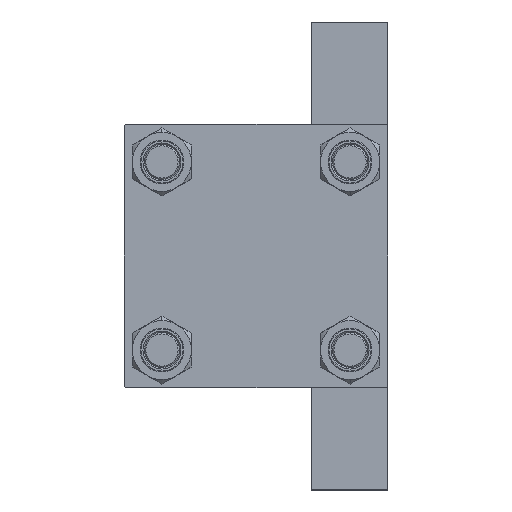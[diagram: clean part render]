
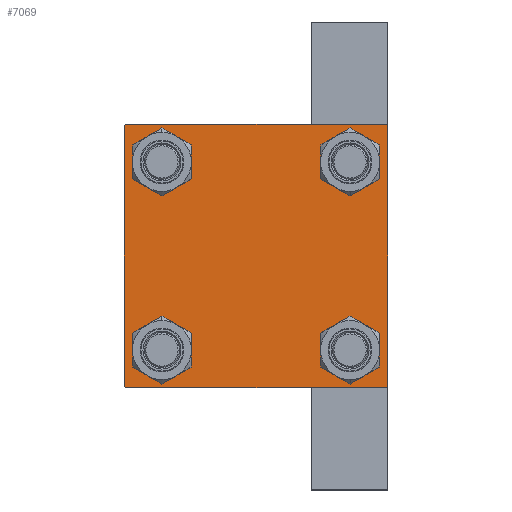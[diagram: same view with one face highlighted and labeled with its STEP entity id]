
A CAD part, left-side view. The second image highlights one B-rep face of the part: STEP entity #7069.
In plain terms, the highlighted planar face has unit normal (-1, 0, 0).
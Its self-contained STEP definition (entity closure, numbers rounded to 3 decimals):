
#1283 = FACE_BOUND ( 'NONE', #14068, .T. ) ;
#1760 = DIRECTION ( 'NONE',  ( -1., 0., 0. ) ) ;
#2241 = VERTEX_POINT ( 'NONE', #41712 ) ;
#2847 = VERTEX_POINT ( 'NONE', #42706 ) ;
#2949 = CARTESIAN_POINT ( 'NONE',  ( 0., 44.75, -44.75 ) ) ;
#3068 = DIRECTION ( 'NONE',  ( 1., 0., 0. ) ) ;
#3145 = CIRCLE ( 'NONE', #26385, 6.5 ) ;
#3682 = DIRECTION ( 'NONE',  ( 0., -0.707, -0.707 ) ) ;
#4813 = EDGE_CURVE ( 'NONE', #39219, #43529, #3145, .T. ) ;
#4882 = EDGE_LOOP ( 'NONE', ( #8042, #8062 ) ) ;
#4885 = EDGE_CURVE ( 'NONE', #6193, #2847, #10910, .T. ) ;
#4995 = CIRCLE ( 'NONE', #16614, 6.5 ) ;
#5880 = VERTEX_POINT ( 'NONE', #44036 ) ;
#6123 = LINE ( 'NONE', #40294, #41225 ) ;
#6193 = VERTEX_POINT ( 'NONE', #41080 ) ;
#6288 = CARTESIAN_POINT ( 'NONE',  ( 0., -32.15, 32.15 ) ) ;
#6692 = CARTESIAN_POINT ( 'NONE',  ( 0., -44.75, -44.75 ) ) ;
#6820 = AXIS2_PLACEMENT_3D ( 'NONE', #28705, #18280, #21438 ) ;
#6983 = CARTESIAN_POINT ( 'NONE',  ( 0., 32.15, 32.15 ) ) ;
#7069 = ADVANCED_FACE ( 'NONE', ( #1283, #16328, #37924, #19745, #31103 ), #27240, .T. ) ;
#7321 = LINE ( 'NONE', #2949, #28648 ) ;
#7352 = LINE ( 'NONE', #18261, #47095 ) ;
#7533 = ORIENTED_EDGE ( 'NONE', *, *, #4813, .T. ) ;
#8039 = ORIENTED_EDGE ( 'NONE', *, *, #31543, .T. ) ;
#8042 = ORIENTED_EDGE ( 'NONE', *, *, #25520, .T. ) ;
#8062 = ORIENTED_EDGE ( 'NONE', *, *, #22996, .T. ) ;
#9487 = AXIS2_PLACEMENT_3D ( 'NONE', #6983, #22256, #47472 ) ;
#9572 = CARTESIAN_POINT ( 'NONE',  ( 0., 32.15, 25.65 ) ) ;
#9761 = VERTEX_POINT ( 'NONE', #45569 ) ;
#9918 = EDGE_CURVE ( 'NONE', #43529, #39219, #30392, .T. ) ;
#10842 = VERTEX_POINT ( 'NONE', #22170 ) ;
#10910 = CIRCLE ( 'NONE', #34126, 6.5 ) ;
#10981 = DIRECTION ( 'NONE',  ( 0., 0., -1. ) ) ;
#12448 = CARTESIAN_POINT ( 'NONE',  ( 0., 0., 0. ) ) ;
#12600 = DIRECTION ( 'NONE',  ( 1., 0., 0. ) ) ;
#13257 = CARTESIAN_POINT ( 'NONE',  ( 0., 45., 45. ) ) ;
#13390 = DIRECTION ( 'NONE',  ( 0., -1., 0. ) ) ;
#13452 = VERTEX_POINT ( 'NONE', #43814 ) ;
#13582 = EDGE_CURVE ( 'NONE', #13452, #39104, #4995, .T. ) ;
#14068 = EDGE_LOOP ( 'NONE', ( #39605, #18208 ) ) ;
#14241 = VERTEX_POINT ( 'NONE', #25165 ) ;
#14504 = DIRECTION ( 'NONE',  ( 1., 0., 0. ) ) ;
#14948 = CARTESIAN_POINT ( 'NONE',  ( 0., -32.15, -38.65 ) ) ;
#15345 = CIRCLE ( 'NONE', #6820, 6.5 ) ;
#15863 = DIRECTION ( 'NONE',  ( 0., 0., 1. ) ) ;
#16130 = AXIS2_PLACEMENT_3D ( 'NONE', #36066, #3068, #32167 ) ;
#16328 = FACE_BOUND ( 'NONE', #33462, .T. ) ;
#16482 = CARTESIAN_POINT ( 'NONE',  ( 0., 32.15, 32.15 ) ) ;
#16614 = AXIS2_PLACEMENT_3D ( 'NONE', #31168, #19806, #26838 ) ;
#17137 = DIRECTION ( 'NONE',  ( 0., -1., 0. ) ) ;
#18208 = ORIENTED_EDGE ( 'NONE', *, *, #4885, .T. ) ;
#18261 = CARTESIAN_POINT ( 'NONE',  ( 0., 45., 45. ) ) ;
#18280 = DIRECTION ( 'NONE',  ( 1., 0., 0. ) ) ;
#18474 = ORIENTED_EDGE ( 'NONE', *, *, #38683, .F. ) ;
#19143 = DIRECTION ( 'NONE',  ( 0., 0., 1. ) ) ;
#19533 = EDGE_CURVE ( 'NONE', #10842, #14241, #39905, .T. ) ;
#19745 = FACE_BOUND ( 'NONE', #24986, .T. ) ;
#19806 = DIRECTION ( 'NONE',  ( 1., 0., 0. ) ) ;
#21241 = DIRECTION ( 'NONE',  ( 0., -0.707, 0.707 ) ) ;
#21323 = DIRECTION ( 'NONE',  ( 0., 0., 1. ) ) ;
#21438 = DIRECTION ( 'NONE',  ( 0., 0., 1. ) ) ;
#21852 = LINE ( 'NONE', #40052, #22563 ) ;
#22036 = CIRCLE ( 'NONE', #28234, 6.5 ) ;
#22170 = CARTESIAN_POINT ( 'NONE',  ( 0., -44.5, -45. ) ) ;
#22256 = DIRECTION ( 'NONE',  ( 1., 0., 0. ) ) ;
#22321 = VERTEX_POINT ( 'NONE', #38652 ) ;
#22563 = VECTOR ( 'NONE', #26217, 1000. ) ;
#22633 = VECTOR ( 'NONE', #17137, 1000. ) ;
#22835 = ORIENTED_EDGE ( 'NONE', *, *, #40517, .T. ) ;
#22996 = EDGE_CURVE ( 'NONE', #25348, #9761, #33007, .T. ) ;
#22999 = DIRECTION ( 'NONE',  ( 1., 0., 0. ) ) ;
#24883 = AXIS2_PLACEMENT_3D ( 'NONE', #12448, #1760, #15863 ) ;
#24984 = ORIENTED_EDGE ( 'NONE', *, *, #29882, .T. ) ;
#24986 = EDGE_LOOP ( 'NONE', ( #39514, #7533 ) ) ;
#25084 = VERTEX_POINT ( 'NONE', #31912 ) ;
#25165 = CARTESIAN_POINT ( 'NONE',  ( 0., -45., -44.5 ) ) ;
#25348 = VERTEX_POINT ( 'NONE', #40639 ) ;
#25491 = CARTESIAN_POINT ( 'NONE',  ( 0., -44.5, 45. ) ) ;
#25520 = EDGE_CURVE ( 'NONE', #9761, #25348, #15345, .T. ) ;
#25661 = LINE ( 'NONE', #47734, #36544 ) ;
#25909 = DIRECTION ( 'NONE',  ( 0., 0., -1. ) ) ;
#26217 = DIRECTION ( 'NONE',  ( 0., 0.707, -0.707 ) ) ;
#26385 = AXIS2_PLACEMENT_3D ( 'NONE', #16482, #12600, #38557 ) ;
#26838 = DIRECTION ( 'NONE',  ( 0., 0., 1. ) ) ;
#27240 = PLANE ( 'NONE',  #24883 ) ;
#27308 = EDGE_CURVE ( 'NONE', #2847, #6193, #37040, .T. ) ;
#27424 = CARTESIAN_POINT ( 'NONE',  ( 0., -44.75, 44.75 ) ) ;
#28174 = EDGE_CURVE ( 'NONE', #2241, #39653, #31749, .T. ) ;
#28234 = AXIS2_PLACEMENT_3D ( 'NONE', #45544, #22999, #19143 ) ;
#28273 = VERTEX_POINT ( 'NONE', #39769 ) ;
#28648 = VECTOR ( 'NONE', #3682, 1000. ) ;
#28705 = CARTESIAN_POINT ( 'NONE',  ( 0., 32.15, -32.15 ) ) ;
#29882 = EDGE_CURVE ( 'NONE', #25084, #22321, #7352, .T. ) ;
#30392 = CIRCLE ( 'NONE', #9487, 6.5 ) ;
#31103 = FACE_OUTER_BOUND ( 'NONE', #32550, .T. ) ;
#31168 = CARTESIAN_POINT ( 'NONE',  ( 0., -32.15, -32.15 ) ) ;
#31345 = VECTOR ( 'NONE', #21241, 1000. ) ;
#31543 = EDGE_CURVE ( 'NONE', #22321, #5880, #7321, .T. ) ;
#31749 = LINE ( 'NONE', #27424, #40945 ) ;
#31912 = CARTESIAN_POINT ( 'NONE',  ( 0., 45., 44.5 ) ) ;
#32167 = DIRECTION ( 'NONE',  ( 0., 0., 1. ) ) ;
#32451 = DIRECTION ( 'NONE',  ( 1., 0., 0. ) ) ;
#32550 = EDGE_LOOP ( 'NONE', ( #24984, #8039, #22835, #47710, #18474, #34712, #38940, #39527 ) ) ;
#33007 = CIRCLE ( 'NONE', #39204, 6.5 ) ;
#33462 = EDGE_LOOP ( 'NONE', ( #44375, #41506 ) ) ;
#34126 = AXIS2_PLACEMENT_3D ( 'NONE', #6288, #32451, #21323 ) ;
#34712 = ORIENTED_EDGE ( 'NONE', *, *, #28174, .T. ) ;
#34874 = EDGE_CURVE ( 'NONE', #28273, #25084, #21852, .T. ) ;
#34882 = CARTESIAN_POINT ( 'NONE',  ( 0., 32.15, 38.65 ) ) ;
#35679 = EDGE_CURVE ( 'NONE', #28273, #39653, #42378, .T. ) ;
#36066 = CARTESIAN_POINT ( 'NONE',  ( 0., -32.15, 32.15 ) ) ;
#36544 = VECTOR ( 'NONE', #25909, 1000. ) ;
#37040 = CIRCLE ( 'NONE', #16130, 6.5 ) ;
#37924 = FACE_BOUND ( 'NONE', #4882, .T. ) ;
#38557 = DIRECTION ( 'NONE',  ( 0., 0., 1. ) ) ;
#38652 = CARTESIAN_POINT ( 'NONE',  ( 0., 45., -44.5 ) ) ;
#38683 = EDGE_CURVE ( 'NONE', #2241, #14241, #25661, .T. ) ;
#38940 = ORIENTED_EDGE ( 'NONE', *, *, #35679, .F. ) ;
#39045 = DIRECTION ( 'NONE',  ( 0., 0.707, 0.707 ) ) ;
#39104 = VERTEX_POINT ( 'NONE', #14948 ) ;
#39204 = AXIS2_PLACEMENT_3D ( 'NONE', #47718, #14504, #41407 ) ;
#39219 = VERTEX_POINT ( 'NONE', #9572 ) ;
#39514 = ORIENTED_EDGE ( 'NONE', *, *, #9918, .T. ) ;
#39527 = ORIENTED_EDGE ( 'NONE', *, *, #34874, .T. ) ;
#39605 = ORIENTED_EDGE ( 'NONE', *, *, #27308, .T. ) ;
#39653 = VERTEX_POINT ( 'NONE', #25491 ) ;
#39769 = CARTESIAN_POINT ( 'NONE',  ( 0., 44.5, 45. ) ) ;
#39905 = LINE ( 'NONE', #6692, #31345 ) ;
#40052 = CARTESIAN_POINT ( 'NONE',  ( 0., 44.75, 44.75 ) ) ;
#40294 = CARTESIAN_POINT ( 'NONE',  ( 0., 45., -45. ) ) ;
#40517 = EDGE_CURVE ( 'NONE', #5880, #10842, #6123, .T. ) ;
#40639 = CARTESIAN_POINT ( 'NONE',  ( 0., 32.15, -38.65 ) ) ;
#40945 = VECTOR ( 'NONE', #39045, 1000. ) ;
#41080 = CARTESIAN_POINT ( 'NONE',  ( 0., -32.15, 25.65 ) ) ;
#41225 = VECTOR ( 'NONE', #13390, 1000. ) ;
#41407 = DIRECTION ( 'NONE',  ( 0., 0., 1. ) ) ;
#41506 = ORIENTED_EDGE ( 'NONE', *, *, #46295, .T. ) ;
#41712 = CARTESIAN_POINT ( 'NONE',  ( 0., -45., 44.5 ) ) ;
#42378 = LINE ( 'NONE', #13257, #22633 ) ;
#42706 = CARTESIAN_POINT ( 'NONE',  ( 0., -32.15, 38.65 ) ) ;
#43529 = VERTEX_POINT ( 'NONE', #34882 ) ;
#43814 = CARTESIAN_POINT ( 'NONE',  ( 0., -32.15, -25.65 ) ) ;
#44036 = CARTESIAN_POINT ( 'NONE',  ( 0., 44.5, -45. ) ) ;
#44375 = ORIENTED_EDGE ( 'NONE', *, *, #13582, .T. ) ;
#45544 = CARTESIAN_POINT ( 'NONE',  ( 0., -32.15, -32.15 ) ) ;
#45569 = CARTESIAN_POINT ( 'NONE',  ( 0., 32.15, -25.65 ) ) ;
#46295 = EDGE_CURVE ( 'NONE', #39104, #13452, #22036, .T. ) ;
#47095 = VECTOR ( 'NONE', #10981, 1000. ) ;
#47472 = DIRECTION ( 'NONE',  ( 0., 0., 1. ) ) ;
#47710 = ORIENTED_EDGE ( 'NONE', *, *, #19533, .T. ) ;
#47718 = CARTESIAN_POINT ( 'NONE',  ( 0., 32.15, -32.15 ) ) ;
#47734 = CARTESIAN_POINT ( 'NONE',  ( 0., -45., 45. ) ) ;
